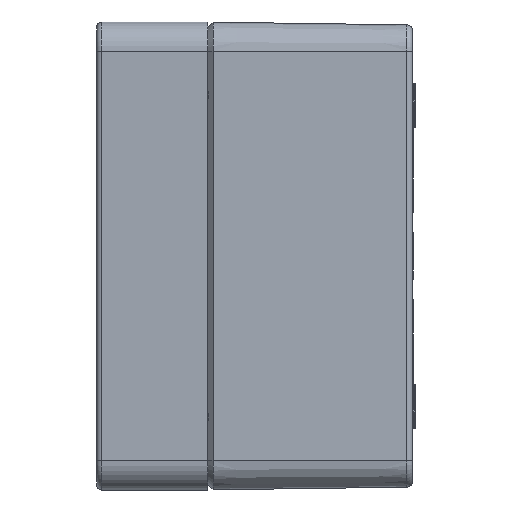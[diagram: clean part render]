
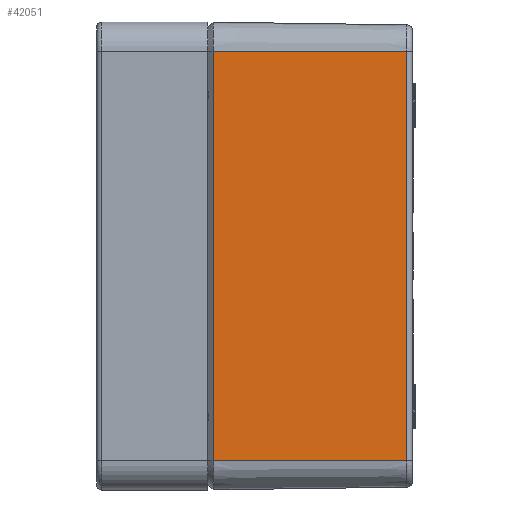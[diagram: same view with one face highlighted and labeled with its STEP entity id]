
A CAD part, left-side view. The second image highlights one B-rep face of the part: STEP entity #42051.
In plain terms, the highlighted planar face has unit normal (-1, -0.014, 0).
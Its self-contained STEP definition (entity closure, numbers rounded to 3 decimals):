
#6589 = CARTESIAN_POINT ( 'NONE',  ( -179.947, -1.8, 70. ) ) ;
#7876 = VECTOR ( 'NONE', #42438, 1000. ) ;
#11343 = VERTEX_POINT ( 'NONE', #58636 ) ;
#12586 = VERTEX_POINT ( 'NONE', #85085 ) ;
#14238 = ORIENTED_EDGE ( 'NONE', *, *, #64904, .F. ) ;
#20843 = CARTESIAN_POINT ( 'NONE',  ( -180., 2., 70. ) ) ;
#20927 = VERTEX_POINT ( 'NONE', #6589 ) ;
#21629 = EDGE_LOOP ( 'NONE', ( #14238, #61967, #90041, #76815 ) ) ;
#21927 = VERTEX_POINT ( 'NONE', #60445 ) ;
#23906 = CARTESIAN_POINT ( 'NONE',  ( -179.947, -1.8, -70. ) ) ;
#33696 = CARTESIAN_POINT ( 'NONE',  ( -180., 2., -70. ) ) ;
#33944 = DIRECTION ( 'NONE',  ( 0.014, -1., 0. ) ) ;
#36737 = LINE ( 'NONE', #75318, #76077 ) ;
#38423 = FACE_OUTER_BOUND ( 'NONE', #21629, .T. ) ;
#41057 = DIRECTION ( 'NONE',  ( -0.014, 1., 0. ) ) ;
#42051 = ADVANCED_FACE ( 'NONE', ( #38423 ), #63321, .T. ) ;
#42438 = DIRECTION ( 'NONE',  ( -0.014, 1., 0. ) ) ;
#58636 = CARTESIAN_POINT ( 'NONE',  ( -179.028, -68.028, 70. ) ) ;
#59223 = EDGE_CURVE ( 'NONE', #21927, #11343, #36737, .T. ) ;
#59775 = DIRECTION ( 'NONE',  ( 0., 0., 1. ) ) ;
#59832 = VECTOR ( 'NONE', #41057, 1000. ) ;
#60445 = CARTESIAN_POINT ( 'NONE',  ( -179.028, -68.028, -70. ) ) ;
#61967 = ORIENTED_EDGE ( 'NONE', *, *, #59223, .T. ) ;
#63321 = PLANE ( 'NONE',  #72831 ) ;
#64807 = EDGE_CURVE ( 'NONE', #11343, #20927, #86445, .T. ) ;
#64904 = EDGE_CURVE ( 'NONE', #21927, #12586, #79529, .T. ) ;
#65118 = EDGE_CURVE ( 'NONE', #20927, #12586, #87525, .T. ) ;
#70798 = CARTESIAN_POINT ( 'NONE',  ( -180., 2., -70. ) ) ;
#72831 = AXIS2_PLACEMENT_3D ( 'NONE', #70798, #78176, #33944 ) ;
#75318 = CARTESIAN_POINT ( 'NONE',  ( -179.028, -68.028, 70. ) ) ;
#75595 = DIRECTION ( 'NONE',  ( 0., 0., -1. ) ) ;
#76077 = VECTOR ( 'NONE', #59775, 1000. ) ;
#76815 = ORIENTED_EDGE ( 'NONE', *, *, #65118, .T. ) ;
#77235 = VECTOR ( 'NONE', #75595, 1000. ) ;
#78176 = DIRECTION ( 'NONE',  ( -1., -0.014, 0. ) ) ;
#79529 = LINE ( 'NONE', #33696, #59832 ) ;
#85085 = CARTESIAN_POINT ( 'NONE',  ( -179.947, -1.8, -70. ) ) ;
#86445 = LINE ( 'NONE', #20843, #7876 ) ;
#87525 = LINE ( 'NONE', #23906, #77235 ) ;
#90041 = ORIENTED_EDGE ( 'NONE', *, *, #64807, .T. ) ;
